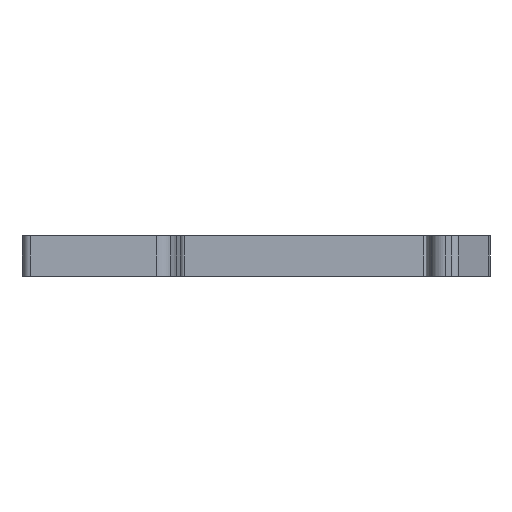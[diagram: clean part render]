
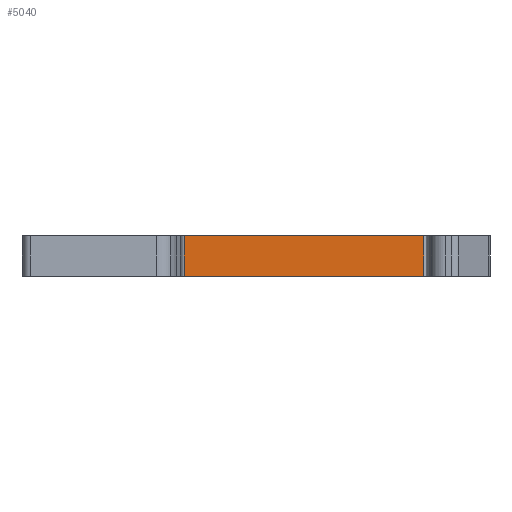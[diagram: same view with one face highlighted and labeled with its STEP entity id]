
A CAD part, front view. The second image highlights one B-rep face of the part: STEP entity #5040.
In plain terms, the highlighted planar face has unit normal (0, -1, 0).
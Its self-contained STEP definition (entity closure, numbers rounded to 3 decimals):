
#244=DIRECTION('',(1.,0.,0.));
#245=VECTOR('',#244,30.895);
#246=CARTESIAN_POINT('',(-10.195,0.,-2.6));
#247=LINE('',#246,#245);
#1258=DIRECTION('',(1.,0.,0.));
#1259=VECTOR('',#1258,30.895);
#1260=CARTESIAN_POINT('',(-10.195,0.,2.6));
#1261=LINE('',#1260,#1259);
#1931=DIRECTION('',(0.,0.,1.));
#1932=VECTOR('',#1931,5.2);
#1933=CARTESIAN_POINT('',(20.7,0.,-2.6));
#1934=LINE('',#1933,#1932);
#1935=DIRECTION('',(0.,0.,1.));
#1936=VECTOR('',#1935,5.2);
#1937=CARTESIAN_POINT('',(-10.195,0.,-2.6));
#1938=LINE('',#1937,#1936);
#2303=CARTESIAN_POINT('',(-10.195,0.,-2.6));
#2304=VERTEX_POINT('',#2303);
#2305=CARTESIAN_POINT('',(20.7,0.,-2.6));
#2306=VERTEX_POINT('',#2305);
#2615=CARTESIAN_POINT('',(-10.195,0.,2.6));
#2616=VERTEX_POINT('',#2615);
#2617=CARTESIAN_POINT('',(20.7,0.,2.6));
#2618=VERTEX_POINT('',#2617);
#5028=CARTESIAN_POINT('',(-10.195,0.,-2.6));
#5029=DIRECTION('',(0.,-1.,0.));
#5030=DIRECTION('',(1.,0.,0.));
#5031=AXIS2_PLACEMENT_3D('',#5028,#5029,#5030);
#5032=PLANE('',#5031);
#5033=ORIENTED_EDGE('',*,*,#2988,.F.);
#5035=ORIENTED_EDGE('',*,*,#5034,.T.);
#5036=ORIENTED_EDGE('',*,*,#3994,.T.);
#5037=ORIENTED_EDGE('',*,*,#5021,.F.);
#5038=EDGE_LOOP('',(#5033,#5035,#5036,#5037));
#5039=FACE_OUTER_BOUND('',#5038,.F.);
#2988=EDGE_CURVE('',#2304,#2306,#247,.T.);
#3994=EDGE_CURVE('',#2616,#2618,#1261,.T.);
#5021=EDGE_CURVE('',#2306,#2618,#1934,.T.);
#5034=EDGE_CURVE('',#2304,#2616,#1938,.T.);
#5040=ADVANCED_FACE('',(#5039),#5032,.T.);
